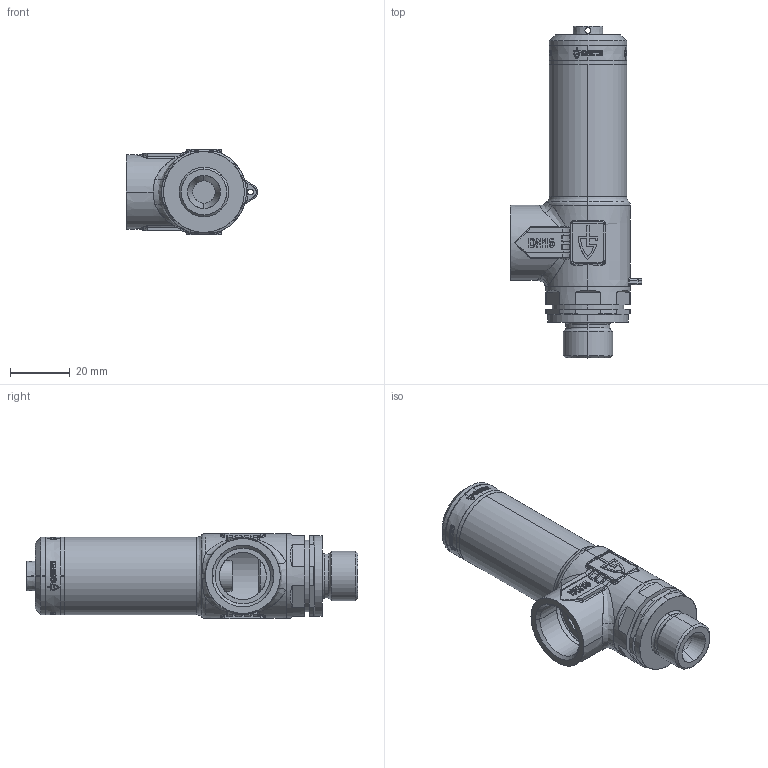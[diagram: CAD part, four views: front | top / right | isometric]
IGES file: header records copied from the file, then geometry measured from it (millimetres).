
Start section: SolidWorks IGES file using analytic representation for surfaces
Global section: file name: 2400tGFO-10-m+f-10+15.IGS; native system: SolidWorks 2016; preprocessor: SolidWorks 2016; author: Hildenbrand; date: 160725.094600; units: millimetre
Bounding box: 44 x 111 x 28.6 mm (x, y, z)
Surface area: 23690.8 mm2 (no closed solid volume)
Topology: 0 solids, 0 shells, 646 faces, 8488 edges, 8480 vertices
Faces by surface type: bspline 356, revolution 290
